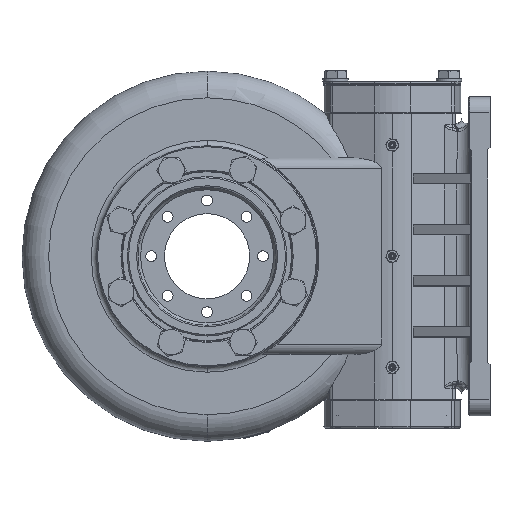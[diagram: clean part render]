
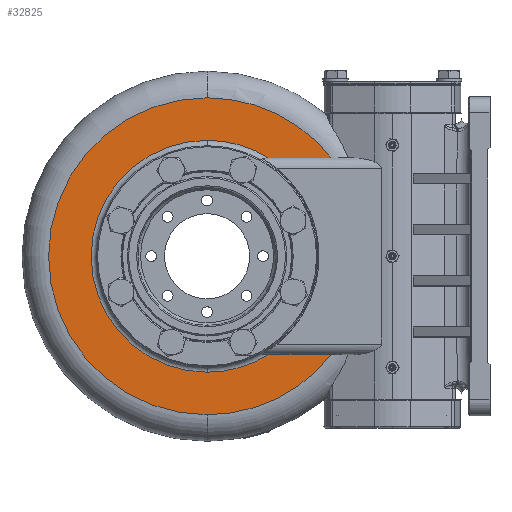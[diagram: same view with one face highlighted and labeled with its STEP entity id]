
A CAD part, left-side view. The second image highlights one B-rep face of the part: STEP entity #32825.
In plain terms, the highlighted planar face has unit normal (-1, 0, 0).
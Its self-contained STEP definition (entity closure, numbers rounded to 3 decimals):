
#154 = DIRECTION ( 'NONE',  ( -1., 0., 0. ) ) ;
#1301 = ORIENTED_EDGE ( 'NONE', *, *, #28907, .F. ) ;
#1769 = CARTESIAN_POINT ( 'NONE',  ( -39., 174.158, 0. ) ) ;
#1829 = CARTESIAN_POINT ( 'NONE',  ( -39., 174.158, 0. ) ) ;
#1884 = CARTESIAN_POINT ( 'NONE',  ( -39., 174.158, 0. ) ) ;
#4901 = DIRECTION ( 'NONE',  ( 0., 1., 0. ) ) ;
#5255 = ORIENTED_EDGE ( 'NONE', *, *, #24538, .T. ) ;
#5322 = VERTEX_POINT ( 'NONE', #27953 ) ;
#5941 = DIRECTION ( 'NONE',  ( 0., 0., 1. ) ) ;
#6859 = VECTOR ( 'NONE', #4901, 1000. ) ;
#7054 = EDGE_CURVE ( 'NONE', #23646, #19817, #40194, .T. ) ;
#8120 = CARTESIAN_POINT ( 'NONE',  ( -39., 174.158, 0. ) ) ;
#8670 = EDGE_CURVE ( 'NONE', #25821, #30236, #52259, .T. ) ;
#8959 = CIRCLE ( 'NONE', #18622, 109. ) ;
#10322 = DIRECTION ( 'NONE',  ( 1., 0., 0. ) ) ;
#14884 = VERTEX_POINT ( 'NONE', #27059 ) ;
#16450 = CARTESIAN_POINT ( 'NONE',  ( -39., 174.158, 149. ) ) ;
#18622 = AXIS2_PLACEMENT_3D ( 'NONE', #46557, #50207, #49727 ) ;
#19817 = VERTEX_POINT ( 'NONE', #23244 ) ;
#20701 = ORIENTED_EDGE ( 'NONE', *, *, #41169, .F. ) ;
#23244 = CARTESIAN_POINT ( 'NONE',  ( -39., 174.158, -149. ) ) ;
#23646 = VERTEX_POINT ( 'NONE', #16450 ) ;
#24023 = CARTESIAN_POINT ( 'NONE',  ( -39., 174.158, 0. ) ) ;
#24031 = AXIS2_PLACEMENT_3D ( 'NONE', #1829, #30115, #5941 ) ;
#24538 = EDGE_CURVE ( 'NONE', #14884, #48013, #44112, .T. ) ;
#25598 = CIRCLE ( 'NONE', #24031, 149. ) ;
#25821 = VERTEX_POINT ( 'NONE', #28502 ) ;
#26175 = DIRECTION ( 'NONE',  ( 0., 0., 1. ) ) ;
#27059 = CARTESIAN_POINT ( 'NONE',  ( -39., 57.188, -92.298 ) ) ;
#27940 = EDGE_LOOP ( 'NONE', ( #1301, #47296, #52284, #32878, #47855, #5255, #20701, #30312 ) ) ;
#27953 = CARTESIAN_POINT ( 'NONE',  ( -39., 174.158, 109. ) ) ;
#28502 = CARTESIAN_POINT ( 'NONE',  ( -39., 116.174, 92.298 ) ) ;
#28907 = EDGE_CURVE ( 'NONE', #25821, #5322, #29652, .T. ) ;
#29448 = AXIS2_PLACEMENT_3D ( 'NONE', #8120, #52125, #44600 ) ;
#29652 = CIRCLE ( 'NONE', #46274, 109. ) ;
#30071 = DIRECTION ( 'NONE',  ( -1., 0., 0. ) ) ;
#30115 = DIRECTION ( 'NONE',  ( -1., 0., 0. ) ) ;
#30167 = DIRECTION ( 'NONE',  ( 0., 0., 1. ) ) ;
#30202 = EDGE_CURVE ( 'NONE', #19817, #14884, #25598, .T. ) ;
#30236 = VERTEX_POINT ( 'NONE', #49980 ) ;
#30271 = CARTESIAN_POINT ( 'NONE',  ( -39., 323.158, 0. ) ) ;
#30312 = ORIENTED_EDGE ( 'NONE', *, *, #44665, .F. ) ;
#32042 = FACE_OUTER_BOUND ( 'NONE', #27940, .T. ) ;
#32825 = ADVANCED_FACE ( 'NONE', ( #32042 ), #38398, .F. ) ;
#32878 = ORIENTED_EDGE ( 'NONE', *, *, #7054, .T. ) ;
#35548 = DIRECTION ( 'NONE',  ( 0., -1., 0. ) ) ;
#35584 = AXIS2_PLACEMENT_3D ( 'NONE', #1884, #38825, #30167 ) ;
#36844 = CARTESIAN_POINT ( 'NONE',  ( -39., 174.158, -109. ) ) ;
#38398 = PLANE ( 'NONE',  #51874 ) ;
#38581 = DIRECTION ( 'NONE',  ( 0., 0., -1. ) ) ;
#38825 = DIRECTION ( 'NONE',  ( -1., 0., 0. ) ) ;
#39770 = CARTESIAN_POINT ( 'NONE',  ( -39., 116.174, 92.298 ) ) ;
#40194 = CIRCLE ( 'NONE', #35584, 149. ) ;
#40199 = CARTESIAN_POINT ( 'NONE',  ( -39., 116.174, -92.298 ) ) ;
#40294 = DIRECTION ( 'NONE',  ( 0., 0., 1. ) ) ;
#41169 = EDGE_CURVE ( 'NONE', #52135, #48013, #8959, .T. ) ;
#44112 = LINE ( 'NONE', #45687, #6859 ) ;
#44600 = DIRECTION ( 'NONE',  ( 0., 0., 1. ) ) ;
#44665 = EDGE_CURVE ( 'NONE', #5322, #52135, #51939, .T. ) ;
#45687 = CARTESIAN_POINT ( 'NONE',  ( -39., 57.188, -92.298 ) ) ;
#45946 = CIRCLE ( 'NONE', #29448, 149. ) ;
#46274 = AXIS2_PLACEMENT_3D ( 'NONE', #24023, #154, #40294 ) ;
#46557 = CARTESIAN_POINT ( 'NONE',  ( -39., 174.158, 0. ) ) ;
#46558 = EDGE_CURVE ( 'NONE', #30236, #23646, #45946, .T. ) ;
#47296 = ORIENTED_EDGE ( 'NONE', *, *, #8670, .T. ) ;
#47855 = ORIENTED_EDGE ( 'NONE', *, *, #30202, .T. ) ;
#48013 = VERTEX_POINT ( 'NONE', #40199 ) ;
#48868 = AXIS2_PLACEMENT_3D ( 'NONE', #1769, #30071, #26175 ) ;
#49727 = DIRECTION ( 'NONE',  ( 0., 0., 1. ) ) ;
#49736 = VECTOR ( 'NONE', #35548, 1000. ) ;
#49980 = CARTESIAN_POINT ( 'NONE',  ( -39., 57.188, 92.298 ) ) ;
#50207 = DIRECTION ( 'NONE',  ( -1., 0., 0. ) ) ;
#51874 = AXIS2_PLACEMENT_3D ( 'NONE', #30271, #10322, #38581 ) ;
#51939 = CIRCLE ( 'NONE', #48868, 109. ) ;
#52125 = DIRECTION ( 'NONE',  ( -1., 0., 0. ) ) ;
#52135 = VERTEX_POINT ( 'NONE', #36844 ) ;
#52259 = LINE ( 'NONE', #39770, #49736 ) ;
#52284 = ORIENTED_EDGE ( 'NONE', *, *, #46558, .T. ) ;
